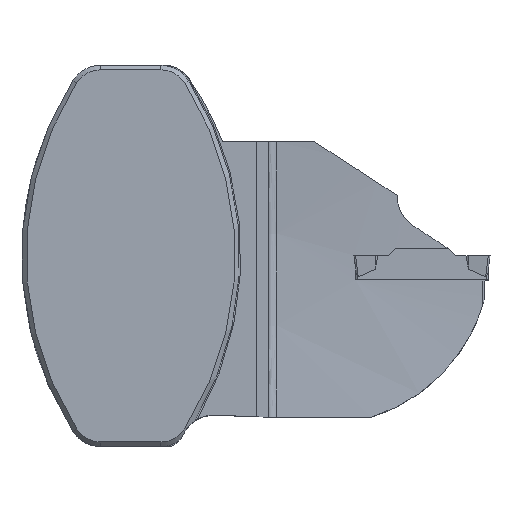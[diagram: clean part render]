
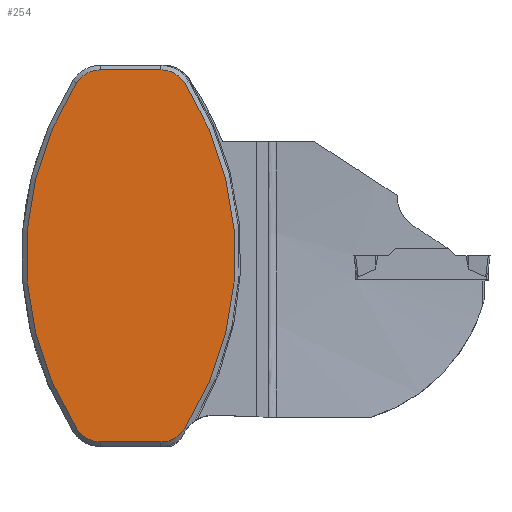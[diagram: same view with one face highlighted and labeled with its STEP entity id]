
A CAD part, top view. The second image highlights one B-rep face of the part: STEP entity #254.
In plain terms, the highlighted planar face has unit normal (0, 0, 1).
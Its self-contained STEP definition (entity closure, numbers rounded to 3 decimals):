
#157=CIRCLE('',#1607,59.175);
#165=CIRCLE('',#1620,5.175);
#167=CIRCLE('',#1629,5.175);
#168=CIRCLE('',#1630,5.175);
#169=CIRCLE('',#1631,59.175);
#170=CIRCLE('',#1632,5.175);
#254=ADVANCED_FACE('',(#371),#324,.T.);
#324=PLANE('',#1633);
#371=FACE_OUTER_BOUND('',#448,.T.);
#448=EDGE_LOOP('',(#859,#860,#861,#862,#863,#864,#865,#866));
#546=LINE('',#2446,#659);
#547=LINE('',#2454,#660);
#659=VECTOR('',#1853,1.);
#660=VECTOR('',#1860,1.);
#859=ORIENTED_EDGE('',*,*,#1359,.T.);
#860=ORIENTED_EDGE('',*,*,#1391,.T.);
#861=ORIENTED_EDGE('',*,*,#1392,.T.);
#862=ORIENTED_EDGE('',*,*,#1393,.T.);
#863=ORIENTED_EDGE('',*,*,#1394,.T.);
#864=ORIENTED_EDGE('',*,*,#1395,.T.);
#865=ORIENTED_EDGE('',*,*,#1396,.T.);
#866=ORIENTED_EDGE('',*,*,#1377,.T.);
#1213=VERTEX_POINT('',#2377);
#1214=VERTEX_POINT('',#2379);
#1227=VERTEX_POINT('',#2418);
#1231=VERTEX_POINT('',#2445);
#1232=VERTEX_POINT('',#2447);
#1233=VERTEX_POINT('',#2449);
#1234=VERTEX_POINT('',#2451);
#1235=VERTEX_POINT('',#2453);
#1359=EDGE_CURVE('',#1214,#1213,#157,.T.);
#1377=EDGE_CURVE('',#1227,#1214,#165,.T.);
#1391=EDGE_CURVE('',#1213,#1231,#167,.T.);
#1392=EDGE_CURVE('',#1231,#1232,#546,.T.);
#1393=EDGE_CURVE('',#1232,#1233,#168,.T.);
#1394=EDGE_CURVE('',#1233,#1234,#169,.T.);
#1395=EDGE_CURVE('',#1234,#1235,#170,.T.);
#1396=EDGE_CURVE('',#1235,#1227,#547,.T.);
#1607=AXIS2_PLACEMENT_3D('',#2378,#1788,#1789);
#1620=AXIS2_PLACEMENT_3D('',#2417,#1823,#1824);
#1629=AXIS2_PLACEMENT_3D('',#2444,#1851,#1852);
#1630=AXIS2_PLACEMENT_3D('',#2448,#1854,#1855);
#1631=AXIS2_PLACEMENT_3D('',#2450,#1856,#1857);
#1632=AXIS2_PLACEMENT_3D('',#2452,#1858,#1859);
#1633=AXIS2_PLACEMENT_3D('',#2455,#1861,#1862);
#1788=DIRECTION('',(0.,0.,1.));
#1789=DIRECTION('',(0.,-1.,0.));
#1823=DIRECTION('',(0.,0.,1.));
#1824=DIRECTION('',(0.,-1.,0.));
#1851=DIRECTION('',(0.,0.,1.));
#1852=DIRECTION('',(0.,-1.,0.));
#1853=DIRECTION('',(-1.,0.,0.));
#1854=DIRECTION('',(0.,0.,1.));
#1855=DIRECTION('',(0.,-1.,0.));
#1856=DIRECTION('',(0.,0.,1.));
#1857=DIRECTION('',(0.,-1.,0.));
#1858=DIRECTION('',(0.,0.,1.));
#1859=DIRECTION('',(0.,-1.,0.));
#1860=DIRECTION('',(1.,0.,0.));
#1861=DIRECTION('',(0.,0.,1.));
#1862=DIRECTION('',(0.,-1.,0.));
#2377=CARTESIAN_POINT('',(9.918,31.779,0.325));
#2378=CARTESIAN_POINT('',(-40.,0.,0.325));
#2379=CARTESIAN_POINT('',(9.918,-31.779,0.325));
#2417=CARTESIAN_POINT('',(5.552,-29.,0.325));
#2418=CARTESIAN_POINT('',(5.552,-34.175,0.325));
#2444=CARTESIAN_POINT('',(5.552,29.,0.325));
#2445=CARTESIAN_POINT('',(5.552,34.175,0.325));
#2446=CARTESIAN_POINT('',(0.,34.175,0.325));
#2447=CARTESIAN_POINT('',(-5.552,34.175,0.325));
#2448=CARTESIAN_POINT('',(-5.552,29.,0.325));
#2449=CARTESIAN_POINT('',(-9.918,31.779,0.325));
#2450=CARTESIAN_POINT('',(40.,0.,0.325));
#2451=CARTESIAN_POINT('',(-9.918,-31.779,0.325));
#2452=CARTESIAN_POINT('',(-5.552,-29.,0.325));
#2453=CARTESIAN_POINT('',(-5.552,-34.175,0.325));
#2454=CARTESIAN_POINT('',(0.,-34.175,0.325));
#2455=CARTESIAN_POINT('',(0.,0.,0.325));
